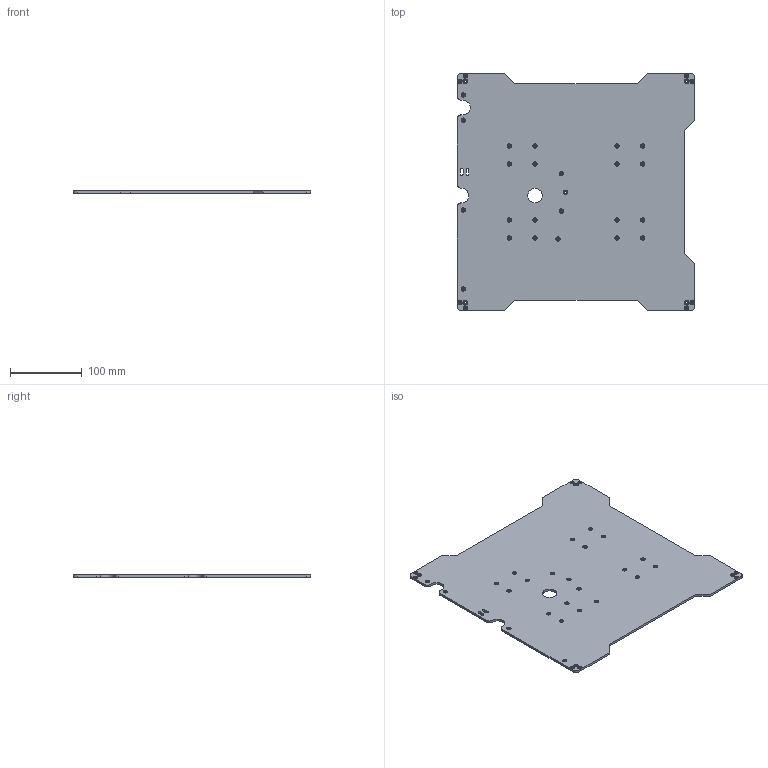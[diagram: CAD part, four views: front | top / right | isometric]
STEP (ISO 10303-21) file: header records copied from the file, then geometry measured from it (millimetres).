
FILE_DESCRIPTION(('FreeCAD Model'),'2;1');
FILE_NAME('300mm_bed_plate_6061_revD.step','2016-09-06T15:21:06',('Author'),( ''),'Open CASCADE STEP processor 6.8','FreeCAD','Unknown');
FILE_SCHEMA(('AUTOMOTIVE_DESIGN_CC2 { 1 2 10303 214 -1 1 5 4 }'));
Length unit declared in the file: millimetre
Products named in the file (2): ASSEMBLY; Pad001
Assembly tree (1 placements, depth 2):
  ASSEMBLY
    Pad001
Bounding box: 330 x 330 x 3.17 mm (x, y, z)
Volume: 317379 mm3; surface area: 205579.9 mm2
Topology: 1 solids, 1 shells, 223 faces, 375 edges, 298 vertices
Faces by surface type: plane 172, cylinder 51
Full cylindrical faces by diameter (mm): 2.5 x36, 20 x1
Entity records: 11087 total; most frequent: CARTESIAN_POINT 2690, DIRECTION 1619, ORIENTED_EDGE 750, PCURVE 750, DEFINITIONAL_REPRESENTATION 750, AXIS2_PLACEMENT_3D 471, CIRCLE 468, LINE 455
